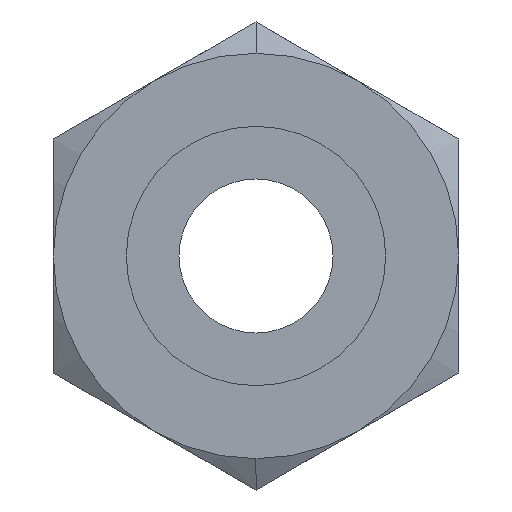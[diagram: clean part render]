
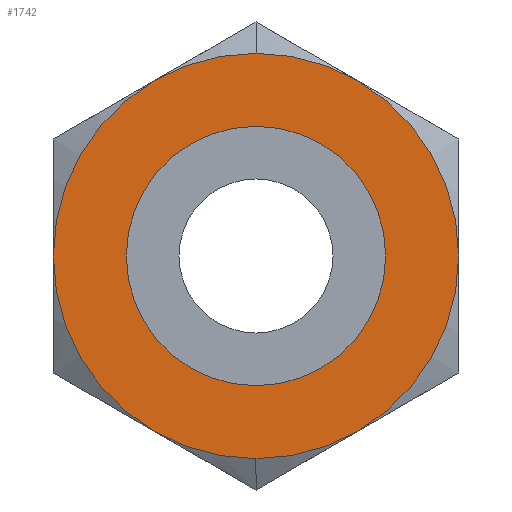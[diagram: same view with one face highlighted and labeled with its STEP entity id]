
A CAD part, left-side view. The second image highlights one B-rep face of the part: STEP entity #1742.
In plain terms, the highlighted planar face has unit normal (-1, 0, 0).
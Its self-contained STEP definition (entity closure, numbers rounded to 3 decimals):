
#564 = DIRECTION ( 'NONE',  ( 0., 0., 1. ) ) ;
#834 = AXIS2_PLACEMENT_3D ( 'NONE', #5490, #6246, #564 ) ;
#1176 = ORIENTED_EDGE ( 'NONE', *, *, #1909, .F. ) ;
#1492 = DIRECTION ( 'NONE',  ( 0., 0., 1. ) ) ;
#1742 = ADVANCED_FACE ( 'NONE', ( #3203, #8249 ), #3740, .T. ) ;
#1827 = CARTESIAN_POINT ( 'NONE',  ( 0., 0., 8. ) ) ;
#1909 = EDGE_CURVE ( 'NONE', #5426, #2093, #6156, .T. ) ;
#1953 = DIRECTION ( 'NONE',  ( 1., 0., 0. ) ) ;
#2040 = ORIENTED_EDGE ( 'NONE', *, *, #6805, .T. ) ;
#2093 = VERTEX_POINT ( 'NONE', #8741 ) ;
#2435 = EDGE_CURVE ( 'NONE', #2093, #5426, #7981, .T. ) ;
#2477 = CIRCLE ( 'NONE', #834, 8. ) ;
#2904 = ORIENTED_EDGE ( 'NONE', *, *, #5491, .T. ) ;
#3203 = FACE_BOUND ( 'NONE', #7017, .T. ) ;
#3268 = AXIS2_PLACEMENT_3D ( 'NONE', #3389, #6202, #8337 ) ;
#3389 = CARTESIAN_POINT ( 'NONE',  ( 0., 0., 0. ) ) ;
#3740 = PLANE ( 'NONE',  #9184 ) ;
#4612 = DIRECTION ( 'NONE',  ( 0., 0., -1. ) ) ;
#4784 = VERTEX_POINT ( 'NONE', #6361 ) ;
#4893 = DIRECTION ( 'NONE',  ( 0., 0., -1. ) ) ;
#4940 = AXIS2_PLACEMENT_3D ( 'NONE', #6042, #5328, #4612 ) ;
#5328 = DIRECTION ( 'NONE',  ( 1., 0., 0. ) ) ;
#5426 = VERTEX_POINT ( 'NONE', #7437 ) ;
#5490 = CARTESIAN_POINT ( 'NONE',  ( 0., 0., 0. ) ) ;
#5491 = EDGE_CURVE ( 'NONE', #8472, #4784, #2477, .T. ) ;
#5840 = DIRECTION ( 'NONE',  ( -1., 0., 0. ) ) ;
#6042 = CARTESIAN_POINT ( 'NONE',  ( 0., 0., 0. ) ) ;
#6107 = CARTESIAN_POINT ( 'NONE',  ( 0., 0., 6.25 ) ) ;
#6156 = CIRCLE ( 'NONE', #4940, 12.5 ) ;
#6202 = DIRECTION ( 'NONE',  ( 1., 0., 0. ) ) ;
#6246 = DIRECTION ( 'NONE',  ( 1., 0., 0. ) ) ;
#6361 = CARTESIAN_POINT ( 'NONE',  ( 0., 0., -8. ) ) ;
#6433 = AXIS2_PLACEMENT_3D ( 'NONE', #6980, #1953, #4893 ) ;
#6805 = EDGE_CURVE ( 'NONE', #4784, #8472, #7960, .T. ) ;
#6822 = EDGE_LOOP ( 'NONE', ( #7567, #1176 ) ) ;
#6980 = CARTESIAN_POINT ( 'NONE',  ( 0., 0., 0. ) ) ;
#7017 = EDGE_LOOP ( 'NONE', ( #2040, #2904 ) ) ;
#7437 = CARTESIAN_POINT ( 'NONE',  ( 0., 0., -12.5 ) ) ;
#7567 = ORIENTED_EDGE ( 'NONE', *, *, #2435, .F. ) ;
#7960 = CIRCLE ( 'NONE', #6433, 8. ) ;
#7981 = CIRCLE ( 'NONE', #3268, 12.5 ) ;
#8249 = FACE_OUTER_BOUND ( 'NONE', #6822, .T. ) ;
#8337 = DIRECTION ( 'NONE',  ( 0., 0., 1. ) ) ;
#8472 = VERTEX_POINT ( 'NONE', #1827 ) ;
#8741 = CARTESIAN_POINT ( 'NONE',  ( 0., 0., 12.5 ) ) ;
#9184 = AXIS2_PLACEMENT_3D ( 'NONE', #6107, #5840, #1492 ) ;
